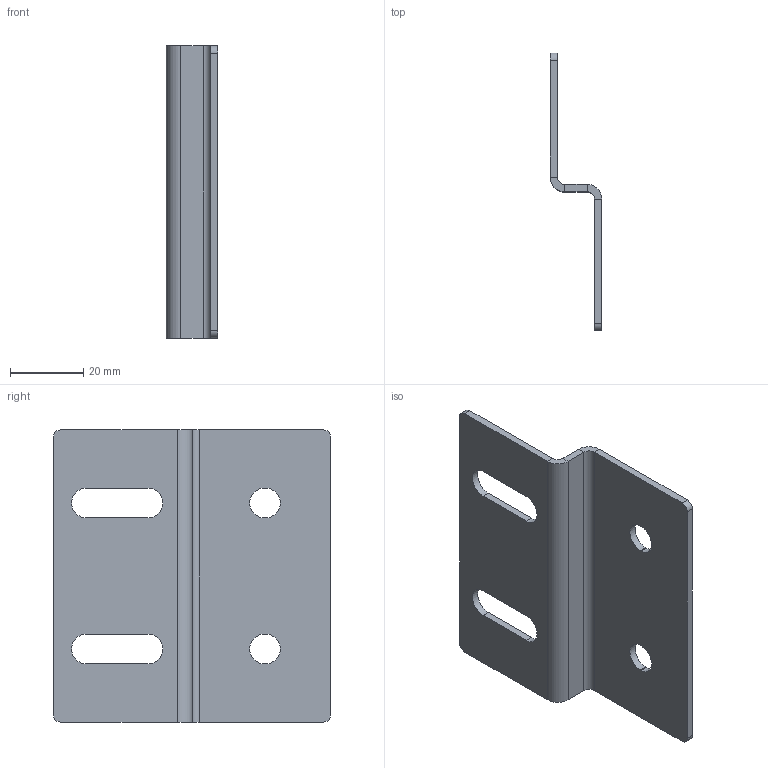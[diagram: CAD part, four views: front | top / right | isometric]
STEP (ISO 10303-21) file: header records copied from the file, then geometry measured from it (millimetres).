
FILE_DESCRIPTION (( 'STEP AP214' ), '1' );
FILE_NAME ('F63 Êðåïëåíèå äëÿ ñåòêè, 40 ñåðèÿ, ïëàñòèíà 80õ80.STEP', '2020-08-11T08:18:31', ( 'Windows User' ), ( '' ), 'SwSTEP 2.0', 'SolidWorks 2020', '' );
FILE_SCHEMA (( 'AUTOMOTIVE_DESIGN' ));
Length unit declared in the file: millimetre
Products named in the file (1): F63 Êðåïëåíèå äëÿ ñåòêè, 40 ñåðèÿ, ïëàñòèíà 80õ80
Bounding box: 14.17 x 76 x 80 mm (x, y, z)
Volume: 12708.2 mm3; surface area: 13705.8 mm2
Topology: 1 solids, 1 shells, 46 faces, 116 edges, 72 vertices
Faces by surface type: plane 26, cylinder 20
Entity records: 1422 total; most frequent: DIRECTION 250, CARTESIAN_POINT 235, ORIENTED_EDGE 232, EDGE_CURVE 116, AXIS2_PLACEMENT_3D 87, VECTOR 76, LINE 76, VERTEX_POINT 72
